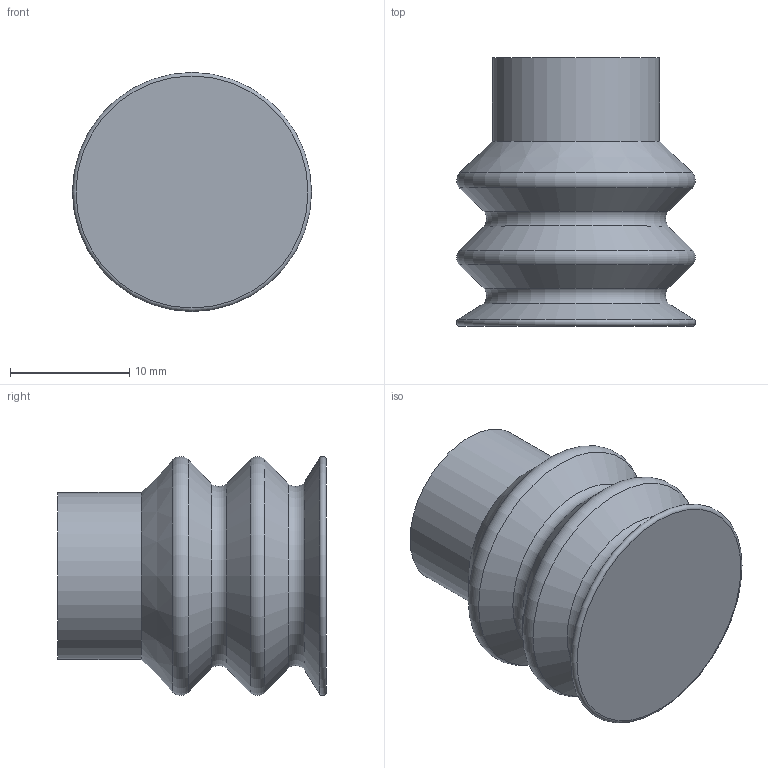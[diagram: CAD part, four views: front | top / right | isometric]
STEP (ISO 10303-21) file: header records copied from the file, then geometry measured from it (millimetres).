
FILE_DESCRIPTION(/* description */ (''),/* implementation_level */ '2;1');
FILE_NAME(/* name */ '3D_vf20.stp',/* time_stamp */ '2019-09-18T14:53:47+02:00',/* author */ ('Asalcedo'),/* organization */ (''),/* preprocessor_version */ 'ST-DEVELOPER v17',/* originating_system */ 'Autodesk Inventor 2019',/* authorisation */ '');
FILE_SCHEMA (('AUTOMOTIVE_DESIGN { 1 0 10303 214 3 1 1 }'));
Length unit declared in the file: millimetre
Products named in the file (1): 3D_vf20
Bounding box: 20.04 x 22.5 x 20.04 mm (x, y, z)
Volume: 4733 mm3; surface area: 1997.2 mm2
Topology: 1 solids, 1 shells, 15 faces, 49 edges, 37 vertices
Faces by surface type: torus 5, cone 5, plane 3, cylinder 2
Full cylindrical faces by diameter (mm): 5 x1, 14 x1
Entity records: 635 total; most frequent: DIRECTION 123, CARTESIAN_POINT 102, ORIENTED_EDGE 98, AXIS2_PLACEMENT_3D 58, EDGE_CURVE 49, CIRCLE 42, VERTEX_POINT 37, EDGE_LOOP 16
